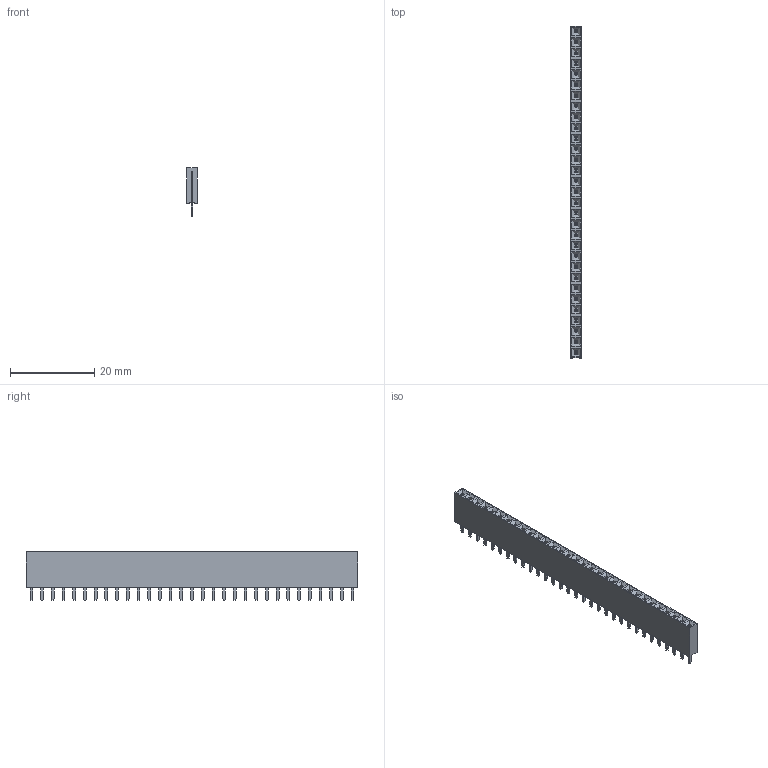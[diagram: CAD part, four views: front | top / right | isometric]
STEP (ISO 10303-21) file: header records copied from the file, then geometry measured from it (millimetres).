
FILE_DESCRIPTION(('FreeCAD Model'),'2;1');
FILE_NAME('Open CASCADE Shape Model','2023-05-12T03:19:21',( 'kicad StepUp'),('ksu MCAD'),'Open CASCADE STEP processor 7.6', 'FreeCAD','Unknown');
FILE_SCHEMA(('AUTOMOTIVE_DESIGN { 1 0 10303 214 1 1 1 1 }'));
Length unit declared in the file: millimetre
Products named in the file (33): Female_Header_1x31_P2.54_H8.5_straight; Pin_One030; Epoxy_Body030; Body508; Body509; Body510; Body511; Body512; Body513; Body514; Body515; Body516; Body505; Body517; Body518; Body519; Body520; Body521; Body522; Body523; Body524; Body525; Body526; Body527; Body528; Body529; Body530; Body531; Body532; Body533; Body534; Body535; Body536
Assembly tree (32 placements, depth 2):
  Female_Header_1x31_P2.54_H8.5_straight
    Pin_One030
    Epoxy_Body030
    Body508
    Body509
    Body510
    Body511
    Body512
    Body513
    Body514
    Body515
    Body516
    Body505
    Body517
    Body518
    Body519
    Body520
    Body521
    Body522
    Body523
    Body524
    Body525
    Body526
    Body527
    Body528
    Body529
    Body530
    Body531
    Body532
    Body533
    Body534
    Body535
    Body536
Bounding box: 2.5 x 78.74 x 11.5 mm (x, y, z)
Volume: 1448.1 mm3; surface area: 4196 mm2
Topology: 32 solids, 32 shells, 1252 faces, 3502 edges, 2314 vertices
Faces by surface type: plane 909, cylinder 219, bspline 124
Entity records: 40637 total; most frequent: CARTESIAN_POINT 7597, ORIENTED_EDGE 7004, DIRECTION 6200, EDGE_CURVE 3502, LINE 2878, VECTOR 2878, VERTEX_POINT 2314, AXIS2_PLACEMENT_3D 1661
